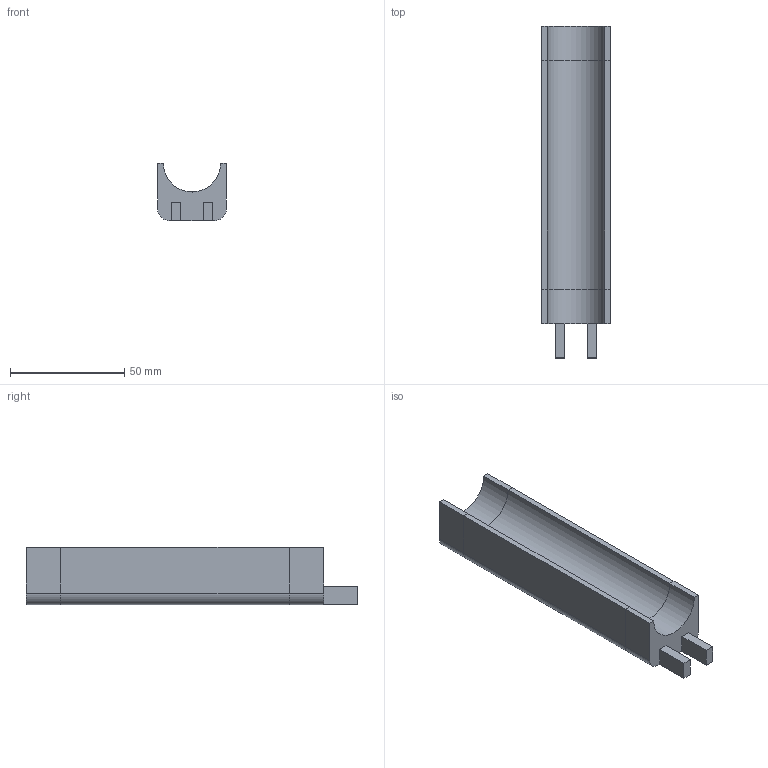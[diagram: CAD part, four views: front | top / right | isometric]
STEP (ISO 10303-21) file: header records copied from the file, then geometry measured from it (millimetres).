
FILE_DESCRIPTION(/* description */ ('STEP AP242','CAx-IF Rec.Pracs.---Representation and Presentation of Product Manufacturing Information (PMI)---4.0---2014-10-13','CAx-IF Rec.Pracs.---3D Tessellated Geometry---0.4---2014-09-14','2;1'),/* implementation_level */ '2;1');
FILE_NAME(/* name */ '669a0204da00496e5e8ec46a',/* time_stamp */ '2024-07-19T06:04:53Z',/* author */ (''),/* organization */ (''),/* preprocessor_version */ 'ST-DEVELOPER v20',/* originating_system */ ' ',/* authorisation */ ' ');
FILE_SCHEMA (('AP242_MANAGED_MODEL_BASED_3D_ENGINEERING_MIM_LF { 1 0 10303 442 1 1 4 }'));
Length unit declared in the file: metre
Products named in the file (4): Assembly 1; Part 10; straight track; Part 11
Assembly tree (3 placements, depth 2):
  Assembly 1
    Part 10
    straight track
    Part 11
Bounding box: 30 x 145 x 25 mm (x, y, z)
Volume: 63885.7 mm3; surface area: 19716.4 mm2
Topology: 3 solids, 3 shells, 46 faces, 120 edges, 80 vertices
Faces by surface type: plane 37, cylinder 9
Entity records: 1497 total; most frequent: CARTESIAN_POINT 250, ORIENTED_EDGE 240, DIRECTION 238, EDGE_CURVE 120, LINE 102, VECTOR 102, VERTEX_POINT 80, AXIS2_PLACEMENT_3D 68
